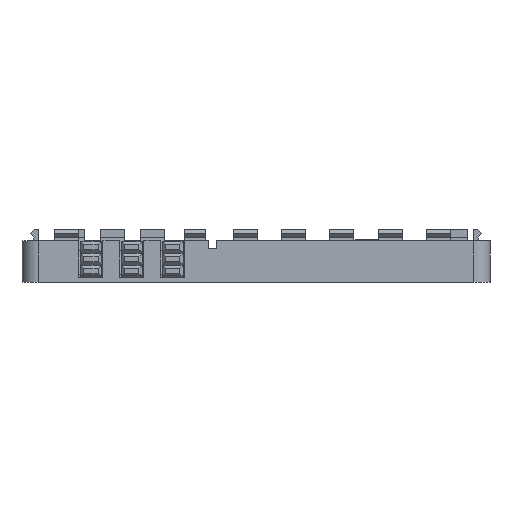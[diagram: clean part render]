
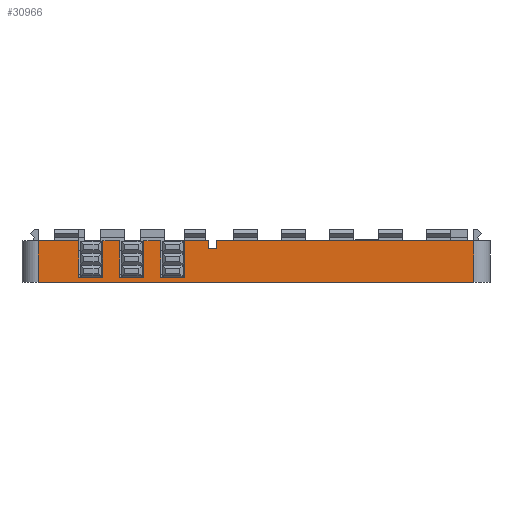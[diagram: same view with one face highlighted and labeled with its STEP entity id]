
A CAD part, left-side view. The second image highlights one B-rep face of the part: STEP entity #30966.
In plain terms, the highlighted planar face has unit normal (-1, 0, 0).
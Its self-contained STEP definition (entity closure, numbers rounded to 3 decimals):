
#3512=FACE_OUTER_BOUND('',#5294,.T.);
#5294=EDGE_LOOP('',(#27303,#27304,#27305,#27306,#27307,#27308,#27309,#27310,
#27311,#27312,#27313,#27314,#27315,#27316,#27317,#27318,#27319,#27320,#27321,
#27322));
#6058=LINE('',#41145,#9280);
#6305=LINE('',#43794,#9527);
#6309=LINE('',#43802,#9531);
#6313=LINE('',#43810,#9535);
#6497=LINE('',#45454,#9719);
#6499=LINE('',#45458,#9721);
#6502=LINE('',#45463,#9724);
#6506=LINE('',#45472,#9728);
#6555=LINE('',#45580,#9777);
#6693=LINE('',#46204,#9915);
#8069=LINE('',#54560,#11291);
#8073=LINE('',#54565,#11295);
#8318=LINE('',#55421,#11540);
#8320=LINE('',#55426,#11542);
#8324=LINE('',#55433,#11546);
#8326=LINE('',#55438,#11548);
#8328=LINE('',#55441,#11550);
#8329=LINE('',#55442,#11551);
#8330=LINE('',#55443,#11552);
#8331=LINE('',#55444,#11553);
#9280=VECTOR('',#33299,10.);
#9527=VECTOR('',#33680,10.);
#9531=VECTOR('',#33684,10.);
#9535=VECTOR('',#33688,10.);
#9719=VECTOR('',#33980,10.);
#9721=VECTOR('',#33984,10.);
#9724=VECTOR('',#33989,10.);
#9728=VECTOR('',#33997,10.);
#9777=VECTOR('',#34066,10.);
#9915=VECTOR('',#34240,10.);
#11291=VECTOR('',#36588,10.);
#11295=VECTOR('',#36594,10.);
#11540=VECTOR('',#37171,10.);
#11542=VECTOR('',#37175,10.);
#11546=VECTOR('',#37181,10.);
#11548=VECTOR('',#37185,10.);
#11550=VECTOR('',#37189,10.);
#11551=VECTOR('',#37190,10.);
#11552=VECTOR('',#37191,10.);
#11553=VECTOR('',#37192,10.);
#12517=VERTEX_POINT('',#41142);
#12518=VERTEX_POINT('',#41144);
#12832=VERTEX_POINT('',#43791);
#12833=VERTEX_POINT('',#43793);
#12836=VERTEX_POINT('',#43799);
#12837=VERTEX_POINT('',#43801);
#12840=VERTEX_POINT('',#43807);
#12841=VERTEX_POINT('',#43809);
#13226=VERTEX_POINT('',#45451);
#13227=VERTEX_POINT('',#45453);
#13228=VERTEX_POINT('',#45457);
#13229=VERTEX_POINT('',#45461);
#13232=VERTEX_POINT('',#45471);
#13280=VERTEX_POINT('',#45577);
#13281=VERTEX_POINT('',#45579);
#13468=VERTEX_POINT('',#46202);
#14664=VERTEX_POINT('',#55418);
#14665=VERTEX_POINT('',#55423);
#14668=VERTEX_POINT('',#55430);
#14669=VERTEX_POINT('',#55435);
#15701=EDGE_CURVE('',#12517,#12518,#6058,.T.);
#16161=EDGE_CURVE('',#12833,#12832,#6305,.T.);
#16165=EDGE_CURVE('',#12837,#12836,#6309,.T.);
#16169=EDGE_CURVE('',#12841,#12840,#6313,.T.);
#16579=EDGE_CURVE('',#13227,#13226,#6497,.T.);
#16581=EDGE_CURVE('',#13228,#13227,#6499,.T.);
#16584=EDGE_CURVE('',#13226,#13229,#6502,.T.);
#16588=EDGE_CURVE('',#13228,#13232,#6506,.T.);
#16642=EDGE_CURVE('',#13280,#13281,#6555,.T.);
#16848=EDGE_CURVE('',#13468,#13229,#6693,.T.);
#18685=EDGE_CURVE('',#12832,#13281,#8069,.T.);
#18689=EDGE_CURVE('',#13468,#12841,#8073,.T.);
#18962=EDGE_CURVE('',#14664,#12833,#8318,.T.);
#18964=EDGE_CURVE('',#12836,#14665,#8320,.T.);
#18968=EDGE_CURVE('',#14668,#12837,#8324,.T.);
#18970=EDGE_CURVE('',#12840,#14669,#8326,.T.);
#18972=EDGE_CURVE('',#14668,#14669,#8328,.T.);
#18973=EDGE_CURVE('',#14664,#14665,#8329,.T.);
#18974=EDGE_CURVE('',#12518,#13280,#8330,.T.);
#18975=EDGE_CURVE('',#12517,#13232,#8331,.T.);
#27303=ORIENTED_EDGE('',*,*,#16584,.T.);
#27304=ORIENTED_EDGE('',*,*,#16848,.F.);
#27305=ORIENTED_EDGE('',*,*,#18689,.T.);
#27306=ORIENTED_EDGE('',*,*,#16169,.T.);
#27307=ORIENTED_EDGE('',*,*,#18970,.T.);
#27308=ORIENTED_EDGE('',*,*,#18972,.F.);
#27309=ORIENTED_EDGE('',*,*,#18968,.T.);
#27310=ORIENTED_EDGE('',*,*,#16165,.T.);
#27311=ORIENTED_EDGE('',*,*,#18964,.T.);
#27312=ORIENTED_EDGE('',*,*,#18973,.F.);
#27313=ORIENTED_EDGE('',*,*,#18962,.T.);
#27314=ORIENTED_EDGE('',*,*,#16161,.T.);
#27315=ORIENTED_EDGE('',*,*,#18685,.T.);
#27316=ORIENTED_EDGE('',*,*,#16642,.F.);
#27317=ORIENTED_EDGE('',*,*,#18974,.F.);
#27318=ORIENTED_EDGE('',*,*,#15701,.F.);
#27319=ORIENTED_EDGE('',*,*,#18975,.T.);
#27320=ORIENTED_EDGE('',*,*,#16588,.F.);
#27321=ORIENTED_EDGE('',*,*,#16581,.T.);
#27322=ORIENTED_EDGE('',*,*,#16579,.T.);
#29320=PLANE('',#32211);
#30966=ADVANCED_FACE('',(#3512),#29320,.T.);
#32211=AXIS2_PLACEMENT_3D('',#55440,#37187,#37188);
#33299=DIRECTION('',(0.,1.,0.));
#33680=DIRECTION('',(0.,1.,0.));
#33684=DIRECTION('',(0.,1.,0.));
#33688=DIRECTION('',(0.,1.,0.));
#33980=DIRECTION('',(0.,1.,0.));
#33984=DIRECTION('',(0.,0.,-1.));
#33989=DIRECTION('',(0.,0.,1.));
#33997=DIRECTION('',(0.,-1.,0.));
#34066=DIRECTION('',(0.,-1.,0.));
#34240=DIRECTION('',(0.,-1.,0.));
#36588=DIRECTION('',(0.,0.,1.));
#36594=DIRECTION('',(0.,0.,-1.));
#37171=DIRECTION('',(0.,0.,-1.));
#37175=DIRECTION('',(0.,0.,1.));
#37181=DIRECTION('',(0.,0.,-1.));
#37185=DIRECTION('',(0.,0.,1.));
#37187=DIRECTION('center_axis',(-1.,0.,0.));
#37188=DIRECTION('ref_axis',(0.,-1.,0.));
#37189=DIRECTION('',(0.,-1.,0.));
#37190=DIRECTION('',(0.,-1.,0.));
#37191=DIRECTION('',(0.,0.,1.));
#37192=DIRECTION('',(0.,0.,1.));
#41142=CARTESIAN_POINT('',(-84.732,-54.4,-1.9));
#41144=CARTESIAN_POINT('',(-84.732,54.4,-1.9));
#41145=CARTESIAN_POINT('',(-84.732,-54.4,-1.9));
#43791=CARTESIAN_POINT('',(-84.732,44.2,-0.6));
#43793=CARTESIAN_POINT('',(-84.732,38.2,-0.6));
#43794=CARTESIAN_POINT('',(-84.732,27.2,-0.6));
#43799=CARTESIAN_POINT('',(-84.732,34.,-0.6));
#43801=CARTESIAN_POINT('',(-84.732,28.,-0.6));
#43802=CARTESIAN_POINT('',(-84.732,27.2,-0.6));
#43807=CARTESIAN_POINT('',(-84.732,23.8,-0.6));
#43809=CARTESIAN_POINT('',(-84.732,17.8,-0.6));
#43810=CARTESIAN_POINT('',(-84.732,27.2,-0.6));
#45451=CARTESIAN_POINT('',(-84.732,11.8,6.5));
#45453=CARTESIAN_POINT('',(-84.732,9.8,6.5));
#45454=CARTESIAN_POINT('',(-84.732,32.1,6.5));
#45457=CARTESIAN_POINT('',(-84.732,9.8,8.5));
#45458=CARTESIAN_POINT('',(-84.732,9.8,4.25));
#45461=CARTESIAN_POINT('',(-84.732,11.8,8.5));
#45463=CARTESIAN_POINT('',(-84.732,11.8,3.25));
#45471=CARTESIAN_POINT('',(-84.732,-54.4,8.5));
#45472=CARTESIAN_POINT('',(-84.732,-54.4,8.5));
#45577=CARTESIAN_POINT('',(-84.732,54.4,8.5));
#45579=CARTESIAN_POINT('',(-84.732,44.2,8.5));
#45580=CARTESIAN_POINT('',(-84.732,-54.4,8.5));
#46202=CARTESIAN_POINT('',(-84.732,17.8,8.5));
#46204=CARTESIAN_POINT('',(-84.732,-54.4,8.5));
#54560=CARTESIAN_POINT('',(-84.732,44.2,4.25));
#54565=CARTESIAN_POINT('',(-84.732,17.8,4.25));
#55418=CARTESIAN_POINT('',(-84.732,38.2,8.5));
#55421=CARTESIAN_POINT('',(-84.732,38.2,4.25));
#55423=CARTESIAN_POINT('',(-84.732,34.,8.5));
#55426=CARTESIAN_POINT('',(-84.732,34.,4.25));
#55430=CARTESIAN_POINT('',(-84.732,28.,8.5));
#55433=CARTESIAN_POINT('',(-84.732,28.,4.25));
#55435=CARTESIAN_POINT('',(-84.732,23.8,8.5));
#55438=CARTESIAN_POINT('',(-84.732,23.8,4.25));
#55440=CARTESIAN_POINT('Origin',(-84.732,54.4,0.));
#55441=CARTESIAN_POINT('',(-84.732,-54.4,8.5));
#55442=CARTESIAN_POINT('',(-84.732,-54.4,8.5));
#55443=CARTESIAN_POINT('',(-84.732,54.4,0.));
#55444=CARTESIAN_POINT('',(-84.732,-54.4,0.));
